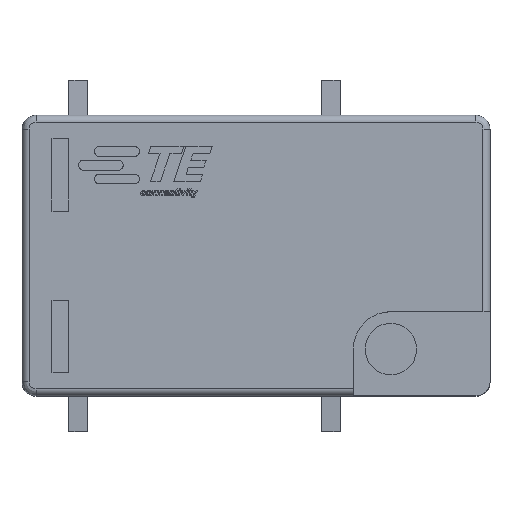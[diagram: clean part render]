
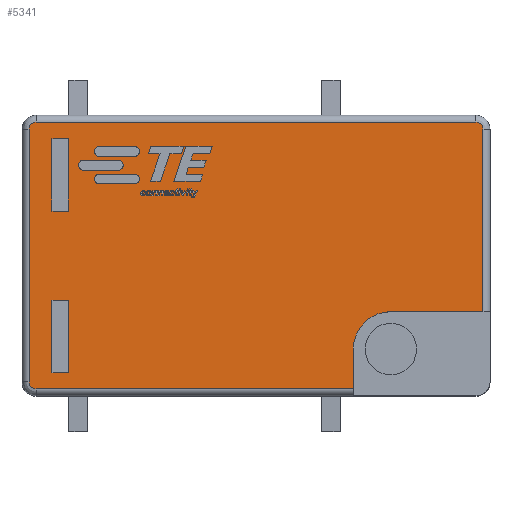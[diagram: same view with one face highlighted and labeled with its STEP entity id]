
A CAD part, top view. The second image highlights one B-rep face of the part: STEP entity #5341.
In plain terms, the highlighted planar face has unit normal (0, 0, 1).
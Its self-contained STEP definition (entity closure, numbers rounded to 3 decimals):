
#280=PLANE('',#5759);
#497=FACE_OUTER_BOUND('',#802,.T.);
#802=EDGE_LOOP('',(#3746,#3747,#3748,#3749,#3750,#3751,#3752,#3753,#3754,
#3755));
#1124=LINE('',#7217,#1729);
#1127=LINE('',#7240,#1732);
#1129=LINE('',#7260,#1734);
#1131=LINE('',#7280,#1736);
#1132=LINE('',#7283,#1737);
#1136=LINE('',#7291,#1741);
#1729=VECTOR('',#6035,10.);
#1732=VECTOR('',#6050,10.);
#1734=VECTOR('',#6062,10.);
#1736=VECTOR('',#6074,10.);
#1737=VECTOR('',#6077,10.);
#1741=VECTOR('',#6083,10.);
#2338=CIRCLE('',#5745,0.15);
#2342=CIRCLE('',#5750,0.15);
#2346=CIRCLE('',#5755,0.15);
#2348=CIRCLE('',#5760,0.8);
#2386=VERTEX_POINT('',#7214);
#2387=VERTEX_POINT('',#7216);
#2389=VERTEX_POINT('',#7230);
#2391=VERTEX_POINT('',#7236);
#2393=VERTEX_POINT('',#7250);
#2395=VERTEX_POINT('',#7256);
#2397=VERTEX_POINT('',#7270);
#2399=VERTEX_POINT('',#7276);
#2401=VERTEX_POINT('',#7282);
#2404=VERTEX_POINT('',#7290);
#2916=EDGE_CURVE('',#2386,#2387,#1124,.T.);
#2921=EDGE_CURVE('',#2387,#2389,#2338,.T.);
#2924=EDGE_CURVE('',#2389,#2391,#1127,.T.);
#2927=EDGE_CURVE('',#2391,#2393,#2342,.T.);
#2930=EDGE_CURVE('',#2393,#2395,#1129,.T.);
#2933=EDGE_CURVE('',#2395,#2397,#2346,.T.);
#2936=EDGE_CURVE('',#2397,#2399,#1131,.T.);
#2937=EDGE_CURVE('',#2401,#2399,#1132,.T.);
#2941=EDGE_CURVE('',#2386,#2404,#1136,.T.);
#2942=EDGE_CURVE('',#2404,#2401,#2348,.T.);
#3746=ORIENTED_EDGE('',*,*,#2936,.F.);
#3747=ORIENTED_EDGE('',*,*,#2933,.F.);
#3748=ORIENTED_EDGE('',*,*,#2930,.F.);
#3749=ORIENTED_EDGE('',*,*,#2927,.F.);
#3750=ORIENTED_EDGE('',*,*,#2924,.F.);
#3751=ORIENTED_EDGE('',*,*,#2921,.F.);
#3752=ORIENTED_EDGE('',*,*,#2916,.F.);
#3753=ORIENTED_EDGE('',*,*,#2941,.T.);
#3754=ORIENTED_EDGE('',*,*,#2942,.T.);
#3755=ORIENTED_EDGE('',*,*,#2937,.T.);
#5341=ADVANCED_FACE('',(#497),#280,.T.);
#5745=AXIS2_PLACEMENT_3D('',#7234,#6043,#6044);
#5750=AXIS2_PLACEMENT_3D('',#7254,#6055,#6056);
#5755=AXIS2_PLACEMENT_3D('',#7274,#6067,#6068);
#5759=AXIS2_PLACEMENT_3D('',#7289,#6081,#6082);
#5760=AXIS2_PLACEMENT_3D('',#7292,#6084,#6085);
#6035=DIRECTION('',(-1.,0.,0.));
#6043=DIRECTION('center_axis',(0.,0.,-1.));
#6044=DIRECTION('ref_axis',(-0.707,-0.707,0.));
#6050=DIRECTION('',(0.,1.,0.));
#6055=DIRECTION('center_axis',(0.,0.,-1.));
#6056=DIRECTION('ref_axis',(-0.707,0.707,0.));
#6062=DIRECTION('',(1.,0.,0.));
#6067=DIRECTION('center_axis',(0.,0.,-1.));
#6068=DIRECTION('ref_axis',(0.707,0.707,0.));
#6074=DIRECTION('',(0.,-1.,0.));
#6077=DIRECTION('',(1.,0.,0.));
#6081=DIRECTION('center_axis',(0.,0.,1.));
#6082=DIRECTION('ref_axis',(1.,0.,0.));
#6083=DIRECTION('',(0.,1.,0.));
#6084=DIRECTION('center_axis',(0.,0.,-1.));
#6085=DIRECTION('ref_axis',(0.,1.,0.));
#7214=CARTESIAN_POINT('',(2.08,-2.85,5.65));
#7216=CARTESIAN_POINT('',(-4.7,-2.85,5.65));
#7217=CARTESIAN_POINT('',(-2.5,-2.85,5.65));
#7230=CARTESIAN_POINT('',(-4.85,-2.7,5.65));
#7234=CARTESIAN_POINT('Origin',(-4.7,-2.7,5.65));
#7236=CARTESIAN_POINT('',(-4.85,2.7,5.65));
#7240=CARTESIAN_POINT('',(-4.85,0.,5.65));
#7250=CARTESIAN_POINT('',(-4.7,2.85,5.65));
#7254=CARTESIAN_POINT('Origin',(-4.7,2.7,5.65));
#7256=CARTESIAN_POINT('',(4.7,2.85,5.65));
#7260=CARTESIAN_POINT('',(-2.5,2.85,5.65));
#7270=CARTESIAN_POINT('',(4.85,2.7,5.65));
#7274=CARTESIAN_POINT('Origin',(4.7,2.7,5.65));
#7276=CARTESIAN_POINT('',(4.85,-1.2,5.65));
#7280=CARTESIAN_POINT('',(4.85,0.,5.65));
#7282=CARTESIAN_POINT('',(2.88,-1.2,5.65));
#7283=CARTESIAN_POINT('',(-1.06,-1.2,5.65));
#7289=CARTESIAN_POINT('Origin',(-5.,0.,5.65));
#7290=CARTESIAN_POINT('',(2.08,-2.,5.65));
#7291=CARTESIAN_POINT('',(2.08,-1.5,5.65));
#7292=CARTESIAN_POINT('Origin',(2.88,-2.,5.65));
